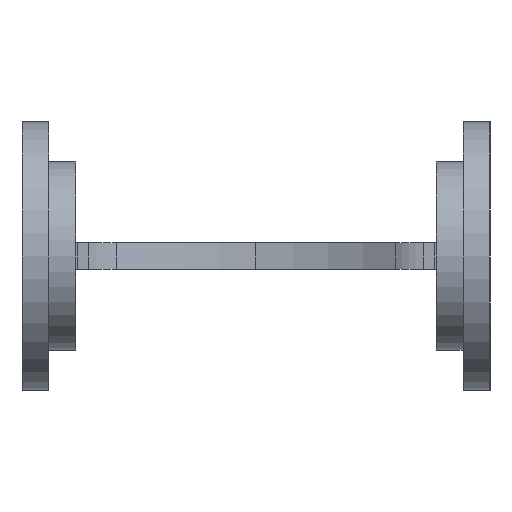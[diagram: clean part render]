
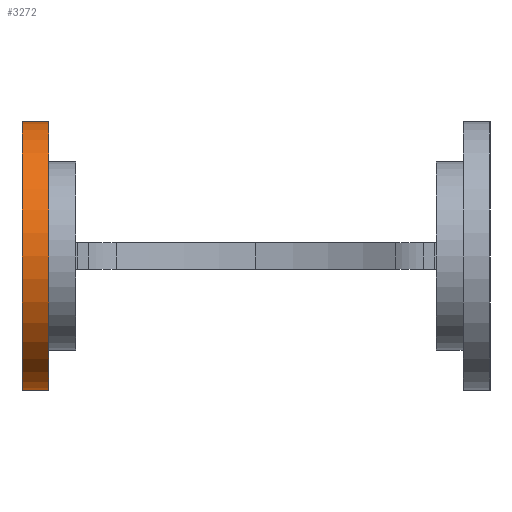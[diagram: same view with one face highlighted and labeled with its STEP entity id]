
A CAD part, left-side view. The second image highlights one B-rep face of the part: STEP entity #3272.
In plain terms, the highlighted cylindrical face has radius 25 mm (diameter 50 mm), a partial arc.
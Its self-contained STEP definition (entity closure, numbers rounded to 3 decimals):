
#60 = EDGE_LOOP ( 'NONE', ( #2686, #943, #263, #1425 ) ) ;
#81 = VERTEX_POINT ( 'NONE', #1553 ) ;
#133 = VERTEX_POINT ( 'NONE', #1896 ) ;
#148 = DIRECTION ( 'NONE',  ( 0., 0., 1. ) ) ;
#230 = CARTESIAN_POINT ( 'NONE',  ( -105., 25., -5. ) ) ;
#263 = ORIENTED_EDGE ( 'NONE', *, *, #1982, .T. ) ;
#318 = DIRECTION ( 'NONE',  ( 1., 0., 0. ) ) ;
#599 = VERTEX_POINT ( 'NONE', #230 ) ;
#612 = AXIS2_PLACEMENT_3D ( 'NONE', #2507, #1476, #3338 ) ;
#617 = DIRECTION ( 'NONE',  ( 1., 0., 0. ) ) ;
#664 = CIRCLE ( 'NONE', #2548, 25. ) ;
#746 = EDGE_CURVE ( 'NONE', #599, #133, #1162, .T. ) ;
#763 = VERTEX_POINT ( 'NONE', #1689 ) ;
#943 = ORIENTED_EDGE ( 'NONE', *, *, #746, .F. ) ;
#1026 = VECTOR ( 'NONE', #2212, 1000. ) ;
#1162 = LINE ( 'NONE', #2787, #1026 ) ;
#1349 = VECTOR ( 'NONE', #2790, 1000. ) ;
#1425 = ORIENTED_EDGE ( 'NONE', *, *, #2292, .T. ) ;
#1476 = DIRECTION ( 'NONE',  ( 0., 0., 1. ) ) ;
#1553 = CARTESIAN_POINT ( 'NONE',  ( -105., -25., -5. ) ) ;
#1560 = DIRECTION ( 'NONE',  ( 0., 0., 1. ) ) ;
#1584 = AXIS2_PLACEMENT_3D ( 'NONE', #2160, #148, #617 ) ;
#1689 = CARTESIAN_POINT ( 'NONE',  ( -105., -25., 0. ) ) ;
#1708 = FACE_OUTER_BOUND ( 'NONE', #60, .T. ) ;
#1797 = EDGE_CURVE ( 'NONE', #133, #763, #3018, .T. ) ;
#1866 = CARTESIAN_POINT ( 'NONE',  ( -105., 0., -5. ) ) ;
#1896 = CARTESIAN_POINT ( 'NONE',  ( -105., 25., 0. ) ) ;
#1982 = EDGE_CURVE ( 'NONE', #599, #81, #664, .T. ) ;
#2160 = CARTESIAN_POINT ( 'NONE',  ( -105., 0., -5. ) ) ;
#2212 = DIRECTION ( 'NONE',  ( 0., 0., 1. ) ) ;
#2292 = EDGE_CURVE ( 'NONE', #81, #763, #2573, .T. ) ;
#2302 = CARTESIAN_POINT ( 'NONE',  ( -105., -25., -5. ) ) ;
#2507 = CARTESIAN_POINT ( 'NONE',  ( -105., 0., 0. ) ) ;
#2548 = AXIS2_PLACEMENT_3D ( 'NONE', #1866, #1560, #318 ) ;
#2573 = LINE ( 'NONE', #2302, #1349 ) ;
#2686 = ORIENTED_EDGE ( 'NONE', *, *, #1797, .F. ) ;
#2787 = CARTESIAN_POINT ( 'NONE',  ( -105., 25., -5. ) ) ;
#2790 = DIRECTION ( 'NONE',  ( 0., 0., 1. ) ) ;
#2913 = CYLINDRICAL_SURFACE ( 'NONE', #1584, 25. ) ;
#3018 = CIRCLE ( 'NONE', #612, 25. ) ;
#3272 = ADVANCED_FACE ( 'NONE', ( #1708 ), #2913, .T. ) ;
#3338 = DIRECTION ( 'NONE',  ( 1., 0., 0. ) ) ;
